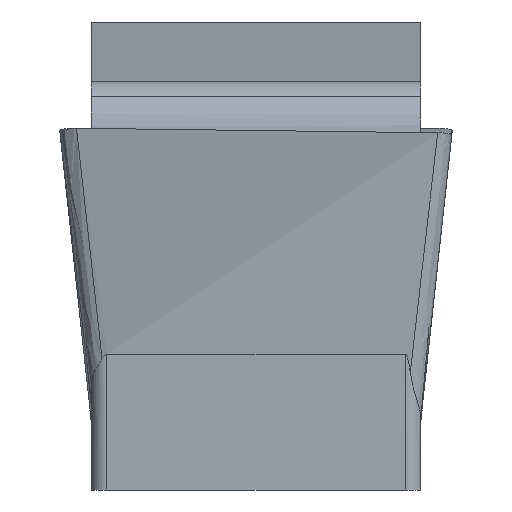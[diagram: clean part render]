
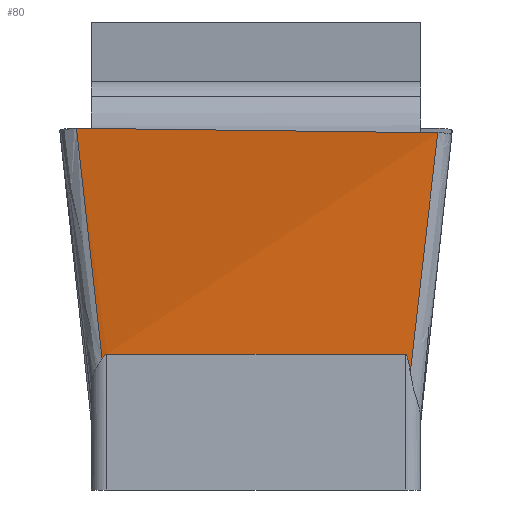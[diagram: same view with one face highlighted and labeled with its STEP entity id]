
A CAD part, front view. The second image highlights one B-rep face of the part: STEP entity #80.
In plain terms, the highlighted free-form (B-spline) face has degree [2, 1] with [3, 4] control points.
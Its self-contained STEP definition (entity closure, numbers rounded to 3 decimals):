
#52=(
BOUNDED_CURVE()
B_SPLINE_CURVE(1,(#1902,#1903,#1904,#1905),.UNSPECIFIED.,.F.,.F.)
B_SPLINE_CURVE_WITH_KNOTS((2,1,1,2),(0.,0.313,0.576,
1.),.UNSPECIFIED.)
CURVE()
GEOMETRIC_REPRESENTATION_ITEM()
RATIONAL_B_SPLINE_CURVE((1.044,1.044,1.044,
1.044))
REPRESENTATION_ITEM('')
);
#53=(
BOUNDED_CURVE()
B_SPLINE_CURVE(1,(#1943,#1944,#1945,#1946),.UNSPECIFIED.,.F.,.F.)
B_SPLINE_CURVE_WITH_KNOTS((2,1,1,2),(0.,0.428,0.685,
1.),.UNSPECIFIED.)
CURVE()
GEOMETRIC_REPRESENTATION_ITEM()
RATIONAL_B_SPLINE_CURVE((1.044,1.044,1.044,
1.044))
REPRESENTATION_ITEM('')
);
#54=(
BOUNDED_CURVE()
B_SPLINE_CURVE(2,(#1973,#1974,#1975),.UNSPECIFIED.,.F.,.F.)
B_SPLINE_CURVE_WITH_KNOTS((3,3),(0.,1.),.UNSPECIFIED.)
CURVE()
GEOMETRIC_REPRESENTATION_ITEM()
RATIONAL_B_SPLINE_CURVE((1.044,1.044,1.044))
REPRESENTATION_ITEM('')
);
#63=(
BOUNDED_SURFACE()
B_SPLINE_SURFACE(2,1,((#1996,#1997,#1998,#1999),(#2000,#2001,#2002,#2003),
(#2004,#2005,#2006,#2007)),.UNSPECIFIED.,.F.,.F.,.F.)
B_SPLINE_SURFACE_WITH_KNOTS((3,3),(2,1,1,2),(0.,1.),(0.,0.419,
0.691,1.),.UNSPECIFIED.)
GEOMETRIC_REPRESENTATION_ITEM()
RATIONAL_B_SPLINE_SURFACE(((1.044,1.044,1.044,
1.044),(1.044,1.044,1.044,1.044),
(1.044,1.044,1.044,1.044)))
REPRESENTATION_ITEM('')
SURFACE()
);
#80=ADVANCED_FACE('SIDE_FP_AN_SU1',(#134),#63,.T.);
#134=FACE_OUTER_BOUND('',#170,.T.);
#170=EDGE_LOOP('',(#368,#369,#370,#371,#372,#373));
#368=ORIENTED_EDGE('',*,*,#618,.F.);
#369=ORIENTED_EDGE('',*,*,#619,.T.);
#370=ORIENTED_EDGE('',*,*,#615,.F.);
#371=ORIENTED_EDGE('',*,*,#620,.T.);
#372=ORIENTED_EDGE('',*,*,#621,.F.);
#373=ORIENTED_EDGE('',*,*,#622,.T.);
#533=VERTEX_POINT('',#1906);
#534=VERTEX_POINT('',#1907);
#535=VERTEX_POINT('',#1947);
#536=VERTEX_POINT('',#1948);
#537=VERTEX_POINT('',#1972);
#538=VERTEX_POINT('',#1976);
#615=EDGE_CURVE('',#533,#534,#52,.T.);
#618=EDGE_CURVE('',#535,#536,#53,.T.);
#619=EDGE_CURVE('',#535,#534,#698,.T.);
#620=EDGE_CURVE('',#533,#537,#699,.T.);
#621=EDGE_CURVE('',#538,#537,#54,.T.);
#622=EDGE_CURVE('',#538,#536,#700,.T.);
#698=B_SPLINE_CURVE_WITH_KNOTS('',3,(#1949,#1950,#1951,#1952,#1953,#1954,
#1955,#1956,#1957,#1958),.UNSPECIFIED.,.F.,.F.,(4,3,3,4),(0.,0.25,
0.625,1.),.UNSPECIFIED.);
#699=B_SPLINE_CURVE_WITH_KNOTS('',3,(#1959,#1960,#1961,#1962,#1963,#1964,
#1965,#1966,#1967,#1968,#1969,#1970,#1971),.UNSPECIFIED.,.F.,.F.,(4,3,3,
3,4),(0.,0.344,0.692,0.865,1.),
 .UNSPECIFIED.);
#700=B_SPLINE_CURVE_WITH_KNOTS('',3,(#1977,#1978,#1979,#1980,#1981,#1982,
#1983,#1984,#1985,#1986,#1987,#1988,#1989,#1990,#1991,#1992,#1993,#1994,
#1995),.UNSPECIFIED.,.F.,.F.,(4,3,3,3,3,3,4),(0.,0.015,0.035,
0.072,0.201,0.822,1.),
 .UNSPECIFIED.);
#1902=CARTESIAN_POINT('',(-1.594,-11.277,-6.242));
#1903=CARTESIAN_POINT('',(-1.97,-11.924,-2.851));
#1904=CARTESIAN_POINT('',(-2.286,-12.467,0.));
#1905=CARTESIAN_POINT('',(-2.795,-13.344,4.598));
#1906=CARTESIAN_POINT('',(-1.964,-11.913,-2.905));
#1907=CARTESIAN_POINT('',(-2.289,-12.473,0.029));
#1943=CARTESIAN_POINT('',(2.864,-12.298,4.748));
#1944=CARTESIAN_POINT('',(2.32,-12.064,0.));
#1945=CARTESIAN_POINT('',(1.994,-11.924,-2.851));
#1946=CARTESIAN_POINT('',(1.593,-11.751,-6.353));
#1947=CARTESIAN_POINT('',(2.317,-12.063,-0.029));
#1948=CARTESIAN_POINT('',(1.967,-11.912,-3.087));
#1949=CARTESIAN_POINT('',(2.317,-12.063,-0.029));
#1950=CARTESIAN_POINT('',(1.933,-12.096,-0.024));
#1951=CARTESIAN_POINT('',(1.55,-12.13,-0.019));
#1952=CARTESIAN_POINT('',(1.166,-12.164,-0.015));
#1953=CARTESIAN_POINT('',(0.59,-12.215,-0.007));
#1954=CARTESIAN_POINT('',(0.014,-12.266,0.));
#1955=CARTESIAN_POINT('',(-0.562,-12.317,0.007));
#1956=CARTESIAN_POINT('',(-1.137,-12.369,0.014));
#1957=CARTESIAN_POINT('',(-1.713,-12.421,0.022));
#1958=CARTESIAN_POINT('',(-2.289,-12.473,0.029));
#1959=CARTESIAN_POINT('',(-1.964,-11.913,-2.905));
#1960=CARTESIAN_POINT('',(-1.959,-11.915,-2.896));
#1961=CARTESIAN_POINT('',(-1.953,-11.917,-2.888));
#1962=CARTESIAN_POINT('',(-1.947,-11.918,-2.88));
#1963=CARTESIAN_POINT('',(-1.941,-11.92,-2.872));
#1964=CARTESIAN_POINT('',(-1.934,-11.921,-2.865));
#1965=CARTESIAN_POINT('',(-1.925,-11.922,-2.859));
#1966=CARTESIAN_POINT('',(-1.921,-11.923,-2.856));
#1967=CARTESIAN_POINT('',(-1.917,-11.923,-2.854));
#1968=CARTESIAN_POINT('',(-1.912,-11.923,-2.852));
#1969=CARTESIAN_POINT('',(-1.908,-11.924,-2.851));
#1970=CARTESIAN_POINT('',(-1.904,-11.924,-2.851));
#1971=CARTESIAN_POINT('',(-1.9,-11.924,-2.851));
#1972=CARTESIAN_POINT('',(-1.9,-11.924,-2.851));
#1973=CARTESIAN_POINT('',(1.9,-11.924,-2.851));
#1974=CARTESIAN_POINT('',(0.,-11.924,-2.851));
#1975=CARTESIAN_POINT('',(-1.9,-11.924,-2.851));
#1976=CARTESIAN_POINT('',(1.9,-11.924,-2.851));
#1977=CARTESIAN_POINT('',(1.9,-11.924,-2.851));
#1978=CARTESIAN_POINT('',(1.901,-11.924,-2.851));
#1979=CARTESIAN_POINT('',(1.903,-11.924,-2.851));
#1980=CARTESIAN_POINT('',(1.904,-11.924,-2.851));
#1981=CARTESIAN_POINT('',(1.905,-11.924,-2.852));
#1982=CARTESIAN_POINT('',(1.907,-11.924,-2.853));
#1983=CARTESIAN_POINT('',(1.908,-11.924,-2.854));
#1984=CARTESIAN_POINT('',(1.911,-11.924,-2.856));
#1985=CARTESIAN_POINT('',(1.913,-11.923,-2.858));
#1986=CARTESIAN_POINT('',(1.915,-11.923,-2.861));
#1987=CARTESIAN_POINT('',(1.921,-11.923,-2.87));
#1988=CARTESIAN_POINT('',(1.925,-11.922,-2.88));
#1989=CARTESIAN_POINT('',(1.928,-11.922,-2.89));
#1990=CARTESIAN_POINT('',(1.946,-11.919,-2.939));
#1991=CARTESIAN_POINT('',(1.953,-11.917,-2.991));
#1992=CARTESIAN_POINT('',(1.961,-11.914,-3.042));
#1993=CARTESIAN_POINT('',(1.963,-11.914,-3.057));
#1994=CARTESIAN_POINT('',(1.965,-11.913,-3.072));
#1995=CARTESIAN_POINT('',(1.967,-11.912,-3.087));
#1996=CARTESIAN_POINT('',(2.822,-12.28,4.384));
#1997=CARTESIAN_POINT('',(2.32,-12.064,0.));
#1998=CARTESIAN_POINT('',(1.994,-11.924,-2.851));
#1999=CARTESIAN_POINT('',(1.624,-11.764,-6.084));
#2000=CARTESIAN_POINT('',(0.025,-12.792,4.384));
#2001=CARTESIAN_POINT('',(0.017,-12.266,0.));
#2002=CARTESIAN_POINT('',(0.012,-11.924,-2.851));
#2003=CARTESIAN_POINT('',(0.007,-11.536,-6.084));
#2004=CARTESIAN_POINT('',(-2.772,-13.303,4.384));
#2005=CARTESIAN_POINT('',(-2.286,-12.467,0.));
#2006=CARTESIAN_POINT('',(-1.97,-11.924,-2.851));
#2007=CARTESIAN_POINT('',(-1.611,-11.307,-6.084));
